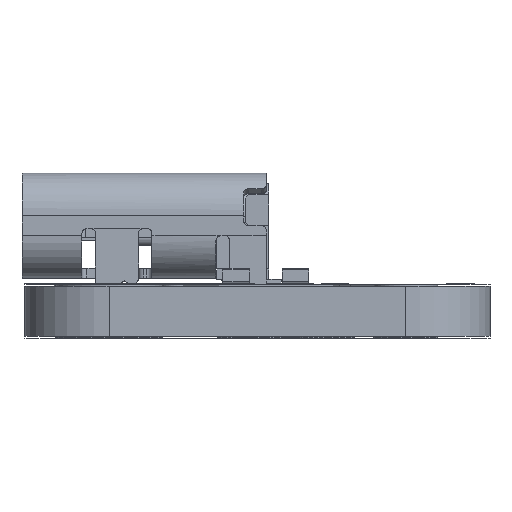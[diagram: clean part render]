
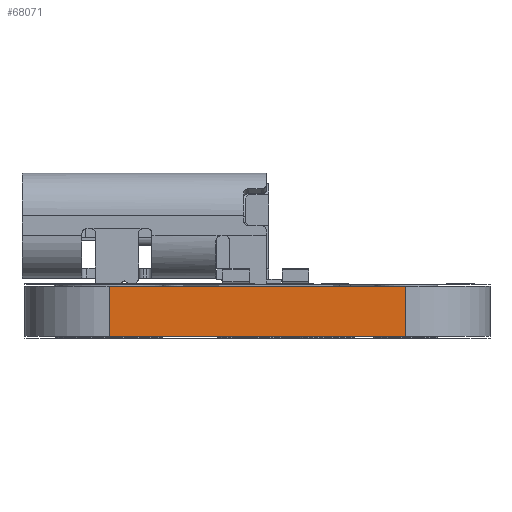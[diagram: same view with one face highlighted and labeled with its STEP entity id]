
A CAD part, left-side view. The second image highlights one B-rep face of the part: STEP entity #68071.
In plain terms, the highlighted planar face has unit normal (-1, 0, 0).
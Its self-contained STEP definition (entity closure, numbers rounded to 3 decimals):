
#67300 = VERTEX_POINT('',#67301);
#67301 = CARTESIAN_POINT('',(-10.16,8.89,0.));
#67308 = EDGE_CURVE('',#67309,#67300,#67311,.T.);
#67309 = VERTEX_POINT('',#67310);
#67310 = CARTESIAN_POINT('',(-10.16,0.,0.));
#67311 = LINE('',#67312,#67313);
#67312 = CARTESIAN_POINT('',(-10.16,-0.,0.));
#67313 = VECTOR('',#67314,1.);
#67314 = DIRECTION('',(0.,1.,0.));
#67672 = VERTEX_POINT('',#67673);
#67673 = CARTESIAN_POINT('',(-10.16,8.89,1.51));
#67680 = EDGE_CURVE('',#67681,#67672,#67683,.T.);
#67681 = VERTEX_POINT('',#67682);
#67682 = CARTESIAN_POINT('',(-10.16,0.,1.51));
#67683 = LINE('',#67684,#67685);
#67684 = CARTESIAN_POINT('',(-10.16,0.,1.51));
#67685 = VECTOR('',#67686,1.);
#67686 = DIRECTION('',(0.,1.,0.));
#68041 = EDGE_CURVE('',#67300,#67672,#68042,.T.);
#68042 = LINE('',#68043,#68044);
#68043 = CARTESIAN_POINT('',(-10.16,8.89,0.));
#68044 = VECTOR('',#68045,1.);
#68045 = DIRECTION('',(0.,0.,1.));
#68071 = ADVANCED_FACE('',(#68072),#68083,.T.);
#68072 = FACE_BOUND('',#68073,.T.);
#68073 = EDGE_LOOP('',(#68074,#68080,#68081,#68082));
#68074 = ORIENTED_EDGE('',*,*,#68075,.T.);
#68075 = EDGE_CURVE('',#67309,#67681,#68076,.T.);
#68076 = LINE('',#68077,#68078);
#68077 = CARTESIAN_POINT('',(-10.16,0.,0.));
#68078 = VECTOR('',#68079,1.);
#68079 = DIRECTION('',(0.,0.,1.));
#68080 = ORIENTED_EDGE('',*,*,#67680,.T.);
#68081 = ORIENTED_EDGE('',*,*,#68041,.F.);
#68082 = ORIENTED_EDGE('',*,*,#67308,.F.);
#68083 = PLANE('',#68084);
#68084 = AXIS2_PLACEMENT_3D('',#68085,#68086,#68087);
#68085 = CARTESIAN_POINT('',(-10.16,0.,0.));
#68086 = DIRECTION('',(-1.,0.,0.));
#68087 = DIRECTION('',(0.,1.,0.));
